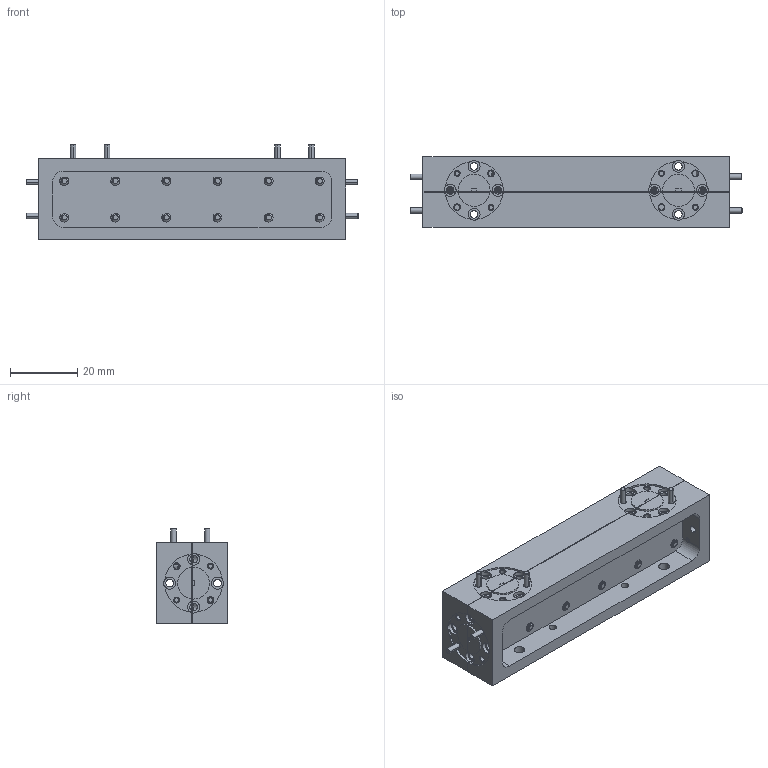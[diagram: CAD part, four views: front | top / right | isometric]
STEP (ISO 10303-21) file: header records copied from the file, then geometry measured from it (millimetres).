
FILE_DESCRIPTION (( 'STEP AP203' ), '1' );
FILE_NAME ('SWD-XX40H-06-BB,DF.STEP', '2019-06-24T22:09:30', ( '' ), ( '' ), 'SwSTEP 2.0', 'SolidWorks 2016', '' );
FILE_SCHEMA (( 'CONFIG_CONTROL_DESIGN' ));
Length unit declared in the file: inch
Products named in the file (1): SWD-XX40H-06-BB,DF
Bounding box: 99.04 x 21.06 x 28.38 mm (x, y, z)
Volume: 26403.1 mm3; surface area: 24824.1 mm2
Topology: 35 solids, 35 shells, 1556 faces, 4164 edges, 2680 vertices
Faces by surface type: cylinder 956, plane 344, cone 232, bspline 24
Entity records: 63783 total; most frequent: CARTESIAN_POINT 27937, ORIENTED_EDGE 8312, DIRECTION 6822, EDGE_CURVE 4156, VERTEX_POINT 2680, AXIS2_PLACEMENT_3D 2533, VECTOR 1756, LINE 1756
